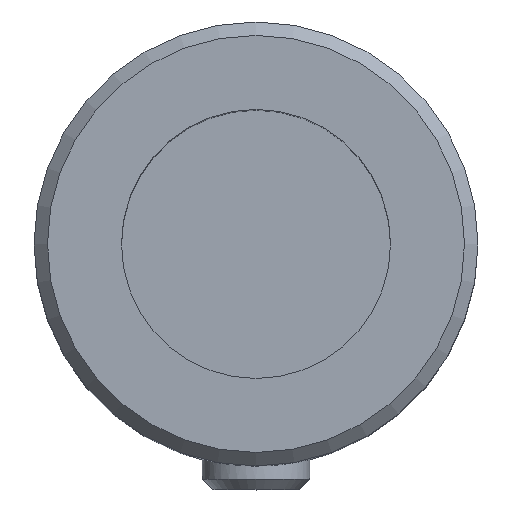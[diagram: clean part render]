
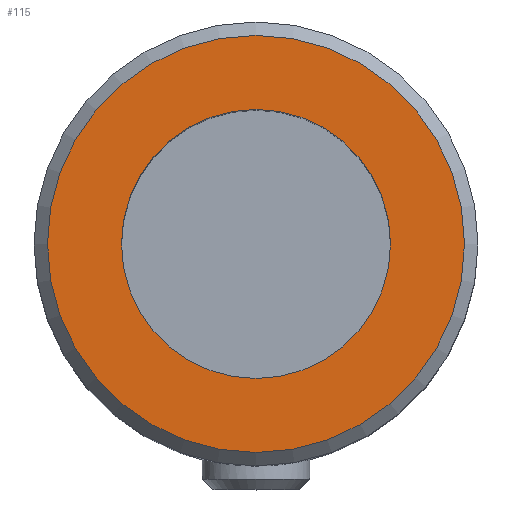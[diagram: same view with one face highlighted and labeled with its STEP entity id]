
A CAD part, top view. The second image highlights one B-rep face of the part: STEP entity #115.
In plain terms, the highlighted planar face has unit normal (0, 0, 1).
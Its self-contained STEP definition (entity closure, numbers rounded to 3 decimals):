
#85=FACE_BOUND('',#158,.T.);
#86=FACE_BOUND('',#159,.T.);
#115=ADVANCED_FACE('',(#85,#86),#129,.T.);
#129=PLANE('',#302);
#158=EDGE_LOOP('',(#198));
#159=EDGE_LOOP('',(#199));
#198=ORIENTED_EDGE('',*,*,#248,.F.);
#199=ORIENTED_EDGE('',*,*,#245,.T.);
#225=VERTEX_POINT('',#427);
#228=VERTEX_POINT('',#436);
#245=EDGE_CURVE('',#225,#225,#265,.T.);
#248=EDGE_CURVE('',#228,#228,#268,.T.);
#265=CIRCLE('',#295,10.);
#268=CIRCLE('',#301,15.5);
#295=AXIS2_PLACEMENT_3D('',#426,#358,#359);
#301=AXIS2_PLACEMENT_3D('',#435,#370,#371);
#302=AXIS2_PLACEMENT_3D('',#437,#372,#373);
#358=DIRECTION('',(0.,0.,-1.));
#359=DIRECTION('',(1.,0.,0.));
#370=DIRECTION('',(0.,0.,-1.));
#371=DIRECTION('',(-1.,0.,0.));
#372=DIRECTION('',(0.,0.,1.));
#373=DIRECTION('',(1.,0.,0.));
#426=CARTESIAN_POINT('',(0.,0.,40.));
#427=CARTESIAN_POINT('',(10.,0.,40.));
#435=CARTESIAN_POINT('',(0.,0.,40.));
#436=CARTESIAN_POINT('',(-15.5,0.,40.));
#437=CARTESIAN_POINT('',(0.,15.5,40.));
